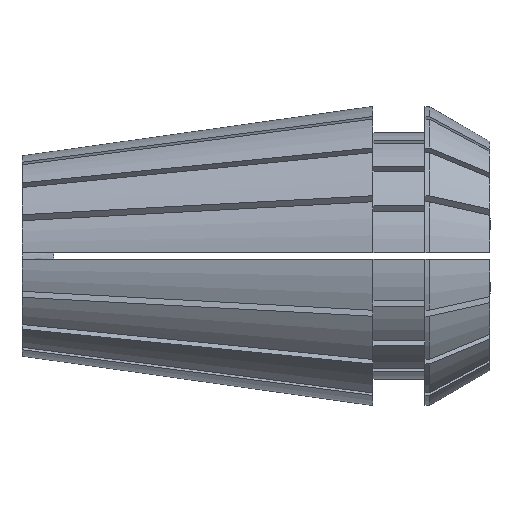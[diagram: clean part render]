
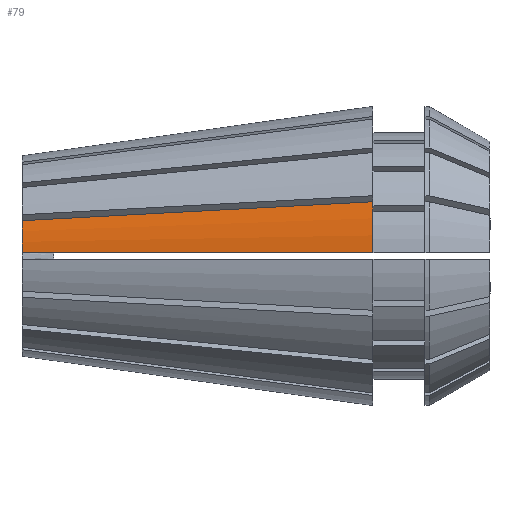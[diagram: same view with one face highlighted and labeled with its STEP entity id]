
A CAD part, front view. The second image highlights one B-rep face of the part: STEP entity #79.
In plain terms, the highlighted conical face has half-angle 8 degrees and reference radius 5.753 mm.
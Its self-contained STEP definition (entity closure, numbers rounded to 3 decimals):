
#75 = CIRCLE ( 'NONE', #4745, 5.753 ) ;
#79 = ADVANCED_FACE ( 'NONE', ( #5065 ), #3499, .T. ) ;
#267 = CARTESIAN_POINT ( 'NONE',  ( 13.5, 0., 0. ) ) ;
#748 = CARTESIAN_POINT ( 'NONE',  ( 13.5, 0., 0. ) ) ;
#824 = DIRECTION ( 'NONE',  ( 0., 0., 1. ) ) ;
#838 = ORIENTED_EDGE ( 'NONE', *, *, #4751, .F. ) ;
#909 = CARTESIAN_POINT ( 'NONE',  ( 0., -3.608, 1.359 ) ) ;
#969 = EDGE_LOOP ( 'NONE', ( #2082, #838, #2672, #1207 ) ) ;
#1009 = CARTESIAN_POINT ( 'NONE',  ( 13.5, -5.752, 0.125 ) ) ;
#1130 = B_SPLINE_CURVE_WITH_KNOTS ( 'NONE', 3,
 ( #1009, #2087, #5238, #6782, #6758, #6299, #6276, #6207, #5809, #5788 ),
 .UNSPECIFIED., .F., .F.,
 ( 4, 3, 3, 4 ),
 ( 0.024, 0.029, 0.036, 0.037 ),
 .UNSPECIFIED. ) ;
#1207 = ORIENTED_EDGE ( 'NONE', *, *, #6807, .T. ) ;
#1349 = CARTESIAN_POINT ( 'NONE',  ( 0., -3.608, 1.359 ) ) ;
#1722 = EDGE_CURVE ( 'NONE', #2660, #2666, #1130, .T. ) ;
#1885 = CARTESIAN_POINT ( 'NONE',  ( 4.469, -4.189, 1.6 ) ) ;
#1929 = VERTEX_POINT ( 'NONE', #2394 ) ;
#2082 = ORIENTED_EDGE ( 'NONE', *, *, #6209, .F. ) ;
#2087 = CARTESIAN_POINT ( 'NONE',  ( 11.608, -5.486, 0.125 ) ) ;
#2376 = DIRECTION ( 'NONE',  ( 1., 0., 0. ) ) ;
#2394 = CARTESIAN_POINT ( 'NONE',  ( 13.5, -5.362, 2.086 ) ) ;
#2423 = CARTESIAN_POINT ( 'NONE',  ( 8.969, -4.773, 1.842 ) ) ;
#2552 = CARTESIAN_POINT ( 'NONE',  ( 13.5, -5.752, 0.125 ) ) ;
#2660 = VERTEX_POINT ( 'NONE', #2552 ) ;
#2666 = VERTEX_POINT ( 'NONE', #5190 ) ;
#2672 = ORIENTED_EDGE ( 'NONE', *, *, #1722, .F. ) ;
#2720 = CARTESIAN_POINT ( 'NONE',  ( 0., 0., 0. ) ) ;
#2942 = CARTESIAN_POINT ( 'NONE',  ( 13.5, -5.362, 2.086 ) ) ;
#3254 = DIRECTION ( 'NONE',  ( 0., 0., 1. ) ) ;
#3499 = CONICAL_SURFACE ( 'NONE', #5719, 5.753, 0.14 ) ;
#3915 = DIRECTION ( 'NONE',  ( 0., 0., -1. ) ) ;
#4025 = DIRECTION ( 'NONE',  ( -1., 0., 0. ) ) ;
#4745 = AXIS2_PLACEMENT_3D ( 'NONE', #267, #4025, #824 ) ;
#4751 = EDGE_CURVE ( 'NONE', #2666, #6378, #6041, .T. ) ;
#4990 = AXIS2_PLACEMENT_3D ( 'NONE', #2720, #6403, #3254 ) ;
#5065 = FACE_OUTER_BOUND ( 'NONE', #969, .T. ) ;
#5068 = CARTESIAN_POINT ( 'NONE',  ( 2.234, -3.898, 1.479 ) ) ;
#5190 = CARTESIAN_POINT ( 'NONE',  ( 0., -3.854, 0.125 ) ) ;
#5238 = CARTESIAN_POINT ( 'NONE',  ( 9.717, -5.22, 0.125 ) ) ;
#5571 = CARTESIAN_POINT ( 'NONE',  ( 6.703, -4.479, 1.72 ) ) ;
#5719 = AXIS2_PLACEMENT_3D ( 'NONE', #748, #2376, #3915 ) ;
#5788 = CARTESIAN_POINT ( 'NONE',  ( 0., -3.854, 0.125 ) ) ;
#5809 = CARTESIAN_POINT ( 'NONE',  ( 0.3, -3.896, 0.125 ) ) ;
#6041 = CIRCLE ( 'NONE', #4990, 3.856 ) ;
#6096 = CARTESIAN_POINT ( 'NONE',  ( 11.234, -5.067, 1.964 ) ) ;
#6207 = CARTESIAN_POINT ( 'NONE',  ( 0.601, -3.938, 0.125 ) ) ;
#6209 = EDGE_CURVE ( 'NONE', #6378, #1929, #6551, .T. ) ;
#6276 = CARTESIAN_POINT ( 'NONE',  ( 0.901, -3.98, 0.125 ) ) ;
#6299 = CARTESIAN_POINT ( 'NONE',  ( 3.209, -4.305, 0.125 ) ) ;
#6378 = VERTEX_POINT ( 'NONE', #909 ) ;
#6403 = DIRECTION ( 'NONE',  ( -1., 0., 0. ) ) ;
#6551 = B_SPLINE_CURVE_WITH_KNOTS ( 'NONE', 3,
 ( #1349, #5068, #1885, #5571, #2423, #6096, #2942 ),
 .UNSPECIFIED., .F., .F.,
 ( 4, 3, 4 ),
 ( 0., 0.007, 0.014 ),
 .UNSPECIFIED. ) ;
#6758 = CARTESIAN_POINT ( 'NONE',  ( 5.517, -4.629, 0.125 ) ) ;
#6782 = CARTESIAN_POINT ( 'NONE',  ( 7.825, -4.954, 0.125 ) ) ;
#6807 = EDGE_CURVE ( 'NONE', #2660, #1929, #75, .T. ) ;
